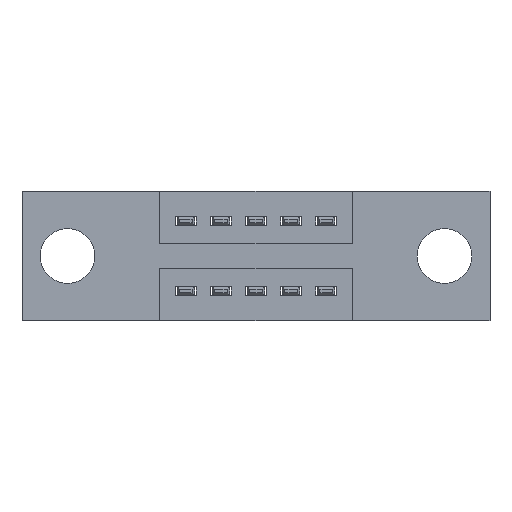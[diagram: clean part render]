
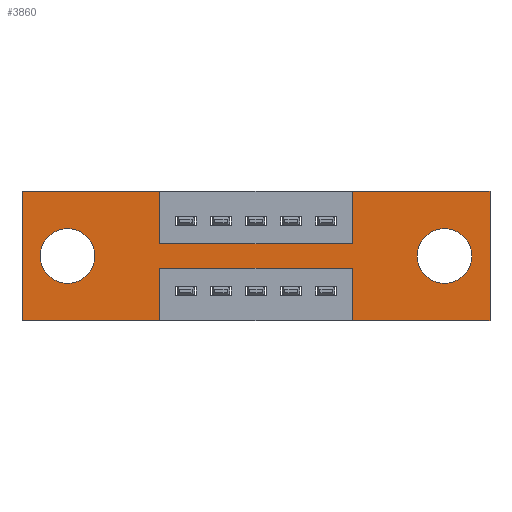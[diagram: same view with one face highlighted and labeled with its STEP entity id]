
A CAD part, front view. The second image highlights one B-rep face of the part: STEP entity #3860.
In plain terms, the highlighted planar face has unit normal (0, -1, 0).
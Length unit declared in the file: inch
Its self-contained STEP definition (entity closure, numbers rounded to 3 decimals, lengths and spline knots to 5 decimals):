
#23 = CIRCLE ( 'NONE', #4600, 0.078 ) ;
#42 = CIRCLE ( 'NONE', #4918, 0.078 ) ;
#64 = VECTOR ( 'NONE', #6867, 39.37008 ) ;
#126 = FACE_BOUND ( 'NONE', #3084, .T. ) ;
#153 = DIRECTION ( 'NONE',  ( 0., 1., 0. ) ) ;
#180 = EDGE_CURVE ( 'NONE', #6028, #4461, #23, .T. ) ;
#208 = DIRECTION ( 'NONE',  ( 0., 0., -1. ) ) ;
#210 = EDGE_CURVE ( 'NONE', #7300, #1193, #311, .T. ) ;
#302 = ORIENTED_EDGE ( 'NONE', *, *, #210, .T. ) ;
#311 = CIRCLE ( 'NONE', #6371, 0.078 ) ;
#354 = CARTESIAN_POINT ( 'NONE',  ( 0.9425, 0., -0.37 ) ) ;
#401 = ORIENTED_EDGE ( 'NONE', *, *, #4478, .F. ) ;
#772 = DIRECTION ( 'NONE',  ( 0., -1., 0. ) ) ;
#799 = ORIENTED_EDGE ( 'NONE', *, *, #8832, .F. ) ;
#849 = DIRECTION ( 'NONE',  ( 0., 0., -1. ) ) ;
#1193 = VERTEX_POINT ( 'NONE', #7947 ) ;
#1217 = LINE ( 'NONE', #4036, #64 ) ;
#1358 = LINE ( 'NONE', #2704, #8616 ) ;
#1409 = VECTOR ( 'NONE', #5788, 39.37008 ) ;
#1465 = FACE_OUTER_BOUND ( 'NONE', #8683, .T. ) ;
#1496 = CARTESIAN_POINT ( 'NONE',  ( 1.205, 0., -0.107 ) ) ;
#1517 = VERTEX_POINT ( 'NONE', #4548 ) ;
#1707 = VERTEX_POINT ( 'NONE', #5011 ) ;
#2015 = DIRECTION ( 'NONE',  ( -1., 0., 0. ) ) ;
#2024 = DIRECTION ( 'NONE',  ( 1., 0., 0. ) ) ;
#2165 = ORIENTED_EDGE ( 'NONE', *, *, #2790, .F. ) ;
#2238 = CARTESIAN_POINT ( 'NONE',  ( 1.205, 0., -0.185 ) ) ;
#2341 = PLANE ( 'NONE',  #3952 ) ;
#2419 = LINE ( 'NONE', #3908, #4070 ) ;
#2491 = EDGE_CURVE ( 'NONE', #3916, #7409, #4762, .T. ) ;
#2582 = CARTESIAN_POINT ( 'NONE',  ( 0., 0., 0. ) ) ;
#2656 = CARTESIAN_POINT ( 'NONE',  ( 0.3925, 0., -0.37 ) ) ;
#2704 = CARTESIAN_POINT ( 'NONE',  ( 0.3925, 0., -0.22 ) ) ;
#2714 = CARTESIAN_POINT ( 'NONE',  ( 1.335, 0., -0.37 ) ) ;
#2790 = EDGE_CURVE ( 'NONE', #4428, #5646, #5955, .T. ) ;
#2889 = EDGE_CURVE ( 'NONE', #7224, #4428, #4053, .T. ) ;
#2940 = DIRECTION ( 'NONE',  ( 0., 1., 0. ) ) ;
#2950 = EDGE_CURVE ( 'NONE', #1517, #7600, #9057, .T. ) ;
#2960 = CARTESIAN_POINT ( 'NONE',  ( 1.335, 0., 0. ) ) ;
#3017 = DIRECTION ( 'NONE',  ( 0., 0., 1. ) ) ;
#3084 = EDGE_LOOP ( 'NONE', ( #302, #8989 ) ) ;
#3089 = ORIENTED_EDGE ( 'NONE', *, *, #7091, .F. ) ;
#3212 = CARTESIAN_POINT ( 'NONE',  ( 0.9425, 0., -0.37 ) ) ;
#3347 = CARTESIAN_POINT ( 'NONE',  ( 0., 0., -0.37 ) ) ;
#3366 = ORIENTED_EDGE ( 'NONE', *, *, #7705, .F. ) ;
#3440 = DIRECTION ( 'NONE',  ( 0., 0., -1. ) ) ;
#3447 = VECTOR ( 'NONE', #6656, 39.37008 ) ;
#3488 = CARTESIAN_POINT ( 'NONE',  ( 1.205, 0., -0.185 ) ) ;
#3621 = CARTESIAN_POINT ( 'NONE',  ( 0.13, 0., -0.107 ) ) ;
#3731 = DIRECTION ( 'NONE',  ( 0., 0., 1. ) ) ;
#3820 = CARTESIAN_POINT ( 'NONE',  ( 0.3925, 0., 0. ) ) ;
#3829 = CARTESIAN_POINT ( 'NONE',  ( 0.3925, 0., -0.15 ) ) ;
#3860 = ADVANCED_FACE ( 'NONE', ( #126, #7210, #1465 ), #2341, .T. ) ;
#3887 = LINE ( 'NONE', #2960, #1409 ) ;
#3908 = CARTESIAN_POINT ( 'NONE',  ( 0.9425, 0., 0. ) ) ;
#3916 = VERTEX_POINT ( 'NONE', #5818 ) ;
#3952 = AXIS2_PLACEMENT_3D ( 'NONE', #5730, #772, #4283 ) ;
#4036 = CARTESIAN_POINT ( 'NONE',  ( 0., 0., -0.37 ) ) ;
#4053 = LINE ( 'NONE', #7625, #6951 ) ;
#4070 = VECTOR ( 'NONE', #6730, 39.37008 ) ;
#4155 = LINE ( 'NONE', #4851, #5978 ) ;
#4194 = CIRCLE ( 'NONE', #5539, 0.078 ) ;
#4218 = ORIENTED_EDGE ( 'NONE', *, *, #7142, .F. ) ;
#4227 = DIRECTION ( 'NONE',  ( 0., 1., 0. ) ) ;
#4283 = DIRECTION ( 'NONE',  ( 0., 0., -1. ) ) ;
#4306 = CARTESIAN_POINT ( 'NONE',  ( 0.13, 0., -0.185 ) ) ;
#4309 = DIRECTION ( 'NONE',  ( 0., 1., 0. ) ) ;
#4428 = VERTEX_POINT ( 'NONE', #3212 ) ;
#4461 = VERTEX_POINT ( 'NONE', #6685 ) ;
#4478 = EDGE_CURVE ( 'NONE', #8570, #5366, #2419, .T. ) ;
#4534 = CARTESIAN_POINT ( 'NONE',  ( 0.3925, 0., -0.15 ) ) ;
#4548 = CARTESIAN_POINT ( 'NONE',  ( 0.3925, 0., -0.22 ) ) ;
#4568 = LINE ( 'NONE', #3829, #3447 ) ;
#4600 = AXIS2_PLACEMENT_3D ( 'NONE', #5626, #4309, #7053 ) ;
#4762 = LINE ( 'NONE', #2582, #7075 ) ;
#4851 = CARTESIAN_POINT ( 'NONE',  ( 0., 0., 0. ) ) ;
#4918 = AXIS2_PLACEMENT_3D ( 'NONE', #4306, #153, #3017 ) ;
#5011 = CARTESIAN_POINT ( 'NONE',  ( 1.335, 0., 0. ) ) ;
#5163 = VECTOR ( 'NONE', #3731, 39.37008 ) ;
#5180 = EDGE_CURVE ( 'NONE', #1707, #7224, #3887, .T. ) ;
#5188 = VERTEX_POINT ( 'NONE', #4534 ) ;
#5333 = CARTESIAN_POINT ( 'NONE',  ( 0.9425, 0., 0. ) ) ;
#5366 = VERTEX_POINT ( 'NONE', #5333 ) ;
#5539 = AXIS2_PLACEMENT_3D ( 'NONE', #2238, #2940, #6412 ) ;
#5585 = ORIENTED_EDGE ( 'NONE', *, *, #5985, .T. ) ;
#5626 = CARTESIAN_POINT ( 'NONE',  ( 0.13, 0., -0.185 ) ) ;
#5646 = VERTEX_POINT ( 'NONE', #5856 ) ;
#5730 = CARTESIAN_POINT ( 'NONE',  ( 0., 0., -0.37 ) ) ;
#5787 = ORIENTED_EDGE ( 'NONE', *, *, #6749, .F. ) ;
#5788 = DIRECTION ( 'NONE',  ( 0., 0., -1. ) ) ;
#5818 = CARTESIAN_POINT ( 'NONE',  ( 0., 0., 0. ) ) ;
#5856 = CARTESIAN_POINT ( 'NONE',  ( 0.9425, 0., -0.22 ) ) ;
#5877 = EDGE_CURVE ( 'NONE', #5646, #1517, #1358, .T. ) ;
#5955 = LINE ( 'NONE', #354, #5163 ) ;
#5978 = VECTOR ( 'NONE', #7506, 39.37008 ) ;
#5985 = EDGE_CURVE ( 'NONE', #4461, #6028, #42, .T. ) ;
#6028 = VERTEX_POINT ( 'NONE', #3621 ) ;
#6279 = CARTESIAN_POINT ( 'NONE',  ( 0.3925, 0., 0. ) ) ;
#6330 = ORIENTED_EDGE ( 'NONE', *, *, #180, .T. ) ;
#6371 = AXIS2_PLACEMENT_3D ( 'NONE', #3488, #4227, #849 ) ;
#6412 = DIRECTION ( 'NONE',  ( 0., 0., -1. ) ) ;
#6656 = DIRECTION ( 'NONE',  ( 1., 0., 0. ) ) ;
#6685 = CARTESIAN_POINT ( 'NONE',  ( 0.13, 0., -0.263 ) ) ;
#6688 = LINE ( 'NONE', #3820, #9103 ) ;
#6730 = DIRECTION ( 'NONE',  ( 0., 0., 1. ) ) ;
#6749 = EDGE_CURVE ( 'NONE', #5366, #1707, #4155, .T. ) ;
#6867 = DIRECTION ( 'NONE',  ( -1., 0., 0. ) ) ;
#6951 = VECTOR ( 'NONE', #2015, 39.37008 ) ;
#7041 = ORIENTED_EDGE ( 'NONE', *, *, #2889, .F. ) ;
#7053 = DIRECTION ( 'NONE',  ( 0., 0., 1. ) ) ;
#7075 = VECTOR ( 'NONE', #2024, 39.37008 ) ;
#7091 = EDGE_CURVE ( 'NONE', #5188, #8570, #4568, .T. ) ;
#7103 = VECTOR ( 'NONE', #3440, 39.37008 ) ;
#7142 = EDGE_CURVE ( 'NONE', #9038, #3916, #9018, .T. ) ;
#7210 = FACE_BOUND ( 'NONE', #8039, .T. ) ;
#7222 = ORIENTED_EDGE ( 'NONE', *, *, #5877, .F. ) ;
#7224 = VERTEX_POINT ( 'NONE', #2714 ) ;
#7300 = VERTEX_POINT ( 'NONE', #1496 ) ;
#7338 = EDGE_CURVE ( 'NONE', #1193, #7300, #4194, .T. ) ;
#7409 = VERTEX_POINT ( 'NONE', #6279 ) ;
#7494 = CARTESIAN_POINT ( 'NONE',  ( 0., 0., 0. ) ) ;
#7497 = CARTESIAN_POINT ( 'NONE',  ( 0.9425, 0., -0.15 ) ) ;
#7506 = DIRECTION ( 'NONE',  ( 1., 0., 0. ) ) ;
#7600 = VERTEX_POINT ( 'NONE', #2656 ) ;
#7601 = ORIENTED_EDGE ( 'NONE', *, *, #2950, .F. ) ;
#7625 = CARTESIAN_POINT ( 'NONE',  ( 0., 0., -0.37 ) ) ;
#7705 = EDGE_CURVE ( 'NONE', #7600, #9038, #1217, .T. ) ;
#7756 = DIRECTION ( 'NONE',  ( -1., 0., 0. ) ) ;
#7947 = CARTESIAN_POINT ( 'NONE',  ( 1.205, 0., -0.263 ) ) ;
#8039 = EDGE_LOOP ( 'NONE', ( #6330, #5585 ) ) ;
#8062 = ORIENTED_EDGE ( 'NONE', *, *, #5180, .F. ) ;
#8235 = DIRECTION ( 'NONE',  ( 0., 0., 1. ) ) ;
#8487 = VECTOR ( 'NONE', #8235, 39.37008 ) ;
#8570 = VERTEX_POINT ( 'NONE', #7497 ) ;
#8616 = VECTOR ( 'NONE', #7756, 39.37008 ) ;
#8683 = EDGE_LOOP ( 'NONE', ( #7601, #7222, #2165, #7041, #8062, #5787, #401, #3089, #799, #8854, #4218, #3366 ) ) ;
#8832 = EDGE_CURVE ( 'NONE', #7409, #5188, #6688, .T. ) ;
#8854 = ORIENTED_EDGE ( 'NONE', *, *, #2491, .F. ) ;
#8989 = ORIENTED_EDGE ( 'NONE', *, *, #7338, .T. ) ;
#9016 = CARTESIAN_POINT ( 'NONE',  ( 0.3925, 0., -0.37 ) ) ;
#9018 = LINE ( 'NONE', #7494, #8487 ) ;
#9038 = VERTEX_POINT ( 'NONE', #3347 ) ;
#9057 = LINE ( 'NONE', #9016, #7103 ) ;
#9103 = VECTOR ( 'NONE', #208, 39.37008 ) ;
